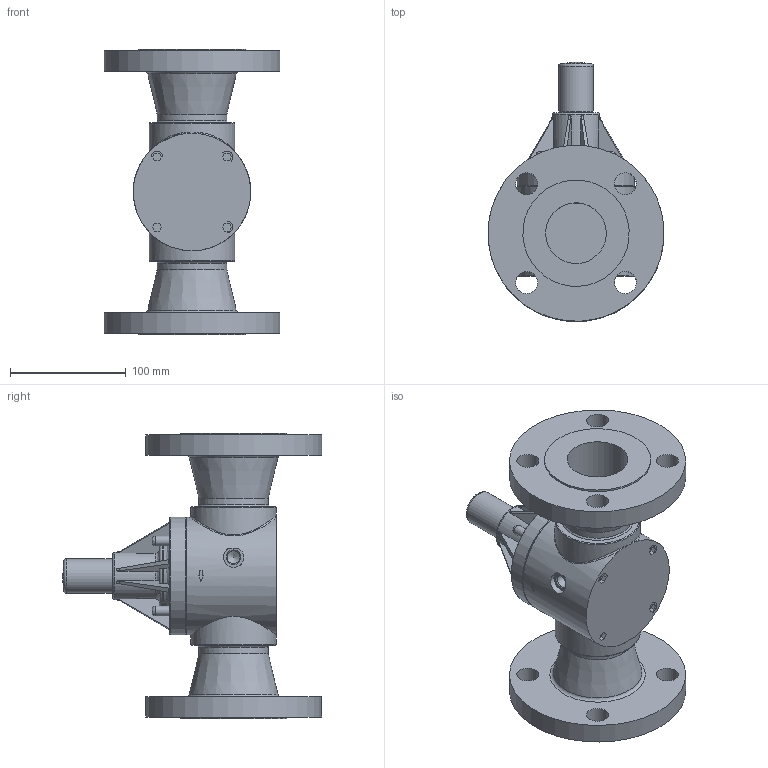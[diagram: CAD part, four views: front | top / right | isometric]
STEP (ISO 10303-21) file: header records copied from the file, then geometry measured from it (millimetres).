
FILE_DESCRIPTION((''),'2;1');
FILE_NAME('ECO-200E-SS_R0.stp','2017-03-07T11:23:32',('salesdesk5'),(''),'Autodesk Inventor 2009','Autodesk Inventor 2009','');
FILE_SCHEMA(('AUTOMOTIVE_DESIGN { 1 0 10303 214 1 1 1 1 }'));
Length unit declared in the file: inch
Products named in the file (1): ECO-200E-SS_R0
Bounding box: 152.09 x 223.98 x 247.01 mm (x, y, z)
Volume: 1648161.3 mm3; surface area: 203928.6 mm2
Topology: 1 solids, 6 shells, 248 faces, 614 edges, 402 vertices
Faces by surface type: plane 116, cylinder 70, bspline 31, torus 21, cone 10
Full cylindrical faces by diameter (mm): 5.842 x4, 6.502 x4, 6.528 x1, 8.382 x4, 10.16 x4, 11.125 x2, 19.05 x8, 29.972 x1, 41.656 x1, 52.502 x2, 60.325 x2, 73.66 x2, 91.948 x2, 101.6 x2, 152.4 x2
Entity records: 8818 total; most frequent: CARTESIAN_POINT 3154, DIRECTION 1145, ORIENTED_EDGE 1036, EDGE_CURVE 518, AXIS2_PLACEMENT_3D 481, VERTEX_POINT 377, EDGE_LOOP 365, FACE_OUTER_BOUND 247
